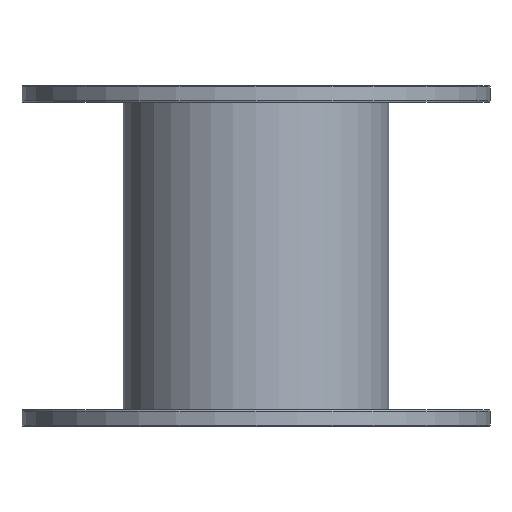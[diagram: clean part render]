
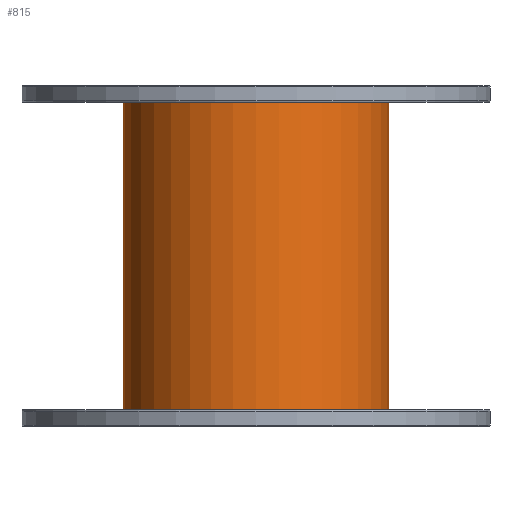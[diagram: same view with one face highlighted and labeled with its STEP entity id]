
A CAD part, front view. The second image highlights one B-rep face of the part: STEP entity #815.
In plain terms, the highlighted cylindrical face has radius 95 mm (diameter 190 mm), a partial arc.
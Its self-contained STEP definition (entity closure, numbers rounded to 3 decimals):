
#360 = CIRCLE ( 'NONE', #7377, 95. ) ;
#753 = AXIS2_PLACEMENT_3D ( 'NONE', #2523, #8828, #8174 ) ;
#815 = ADVANCED_FACE ( 'NONE', ( #8455 ), #5473, .T. ) ;
#1140 = EDGE_CURVE ( 'NONE', #3461, #6936, #9676, .T. ) ;
#1415 = ORIENTED_EDGE ( 'NONE', *, *, #11663, .F. ) ;
#1903 = LINE ( 'NONE', #11271, #7125 ) ;
#1933 = ORIENTED_EDGE ( 'NONE', *, *, #1140, .F. ) ;
#2032 = CARTESIAN_POINT ( 'NONE',  ( -95., 0., 0. ) ) ;
#2523 = CARTESIAN_POINT ( 'NONE',  ( 0., 0., 220. ) ) ;
#2993 = CARTESIAN_POINT ( 'NONE',  ( 0., 0., 0. ) ) ;
#3461 = VERTEX_POINT ( 'NONE', #10541 ) ;
#3513 = CARTESIAN_POINT ( 'NONE',  ( 95., 0., 0. ) ) ;
#3681 = EDGE_CURVE ( 'NONE', #5205, #10011, #1903, .T. ) ;
#3719 = AXIS2_PLACEMENT_3D ( 'NONE', #6407, #7332, #4565 ) ;
#4565 = DIRECTION ( 'NONE',  ( -1., 0., 0. ) ) ;
#4750 = ORIENTED_EDGE ( 'NONE', *, *, #11147, .F. ) ;
#5154 = CARTESIAN_POINT ( 'NONE',  ( 95., 0., 220. ) ) ;
#5205 = VERTEX_POINT ( 'NONE', #10210 ) ;
#5473 = CYLINDRICAL_SURFACE ( 'NONE', #3719, 95. ) ;
#6407 = CARTESIAN_POINT ( 'NONE',  ( 0., 0., 220. ) ) ;
#6936 = VERTEX_POINT ( 'NONE', #3513 ) ;
#7125 = VECTOR ( 'NONE', #10089, 1000. ) ;
#7332 = DIRECTION ( 'NONE',  ( 0., 0., -1. ) ) ;
#7377 = AXIS2_PLACEMENT_3D ( 'NONE', #2993, #9697, #8780 ) ;
#7819 = VECTOR ( 'NONE', #9803, 1000. ) ;
#8174 = DIRECTION ( 'NONE',  ( 1., 0., 0. ) ) ;
#8455 = FACE_OUTER_BOUND ( 'NONE', #9997, .T. ) ;
#8780 = DIRECTION ( 'NONE',  ( -1., 0., 0. ) ) ;
#8828 = DIRECTION ( 'NONE',  ( 0., 0., 1. ) ) ;
#9676 = LINE ( 'NONE', #5154, #7819 ) ;
#9697 = DIRECTION ( 'NONE',  ( 0., 0., -1. ) ) ;
#9803 = DIRECTION ( 'NONE',  ( 0., 0., -1. ) ) ;
#9997 = EDGE_LOOP ( 'NONE', ( #1933, #1415, #11468, #4750 ) ) ;
#10011 = VERTEX_POINT ( 'NONE', #2032 ) ;
#10089 = DIRECTION ( 'NONE',  ( 0., 0., -1. ) ) ;
#10210 = CARTESIAN_POINT ( 'NONE',  ( -95., 0., 220. ) ) ;
#10541 = CARTESIAN_POINT ( 'NONE',  ( 95., 0., 220. ) ) ;
#11147 = EDGE_CURVE ( 'NONE', #6936, #10011, #360, .T. ) ;
#11271 = CARTESIAN_POINT ( 'NONE',  ( -95., 0., 220. ) ) ;
#11468 = ORIENTED_EDGE ( 'NONE', *, *, #3681, .T. ) ;
#11663 = EDGE_CURVE ( 'NONE', #5205, #3461, #11769, .T. ) ;
#11769 = CIRCLE ( 'NONE', #753, 95. ) ;
